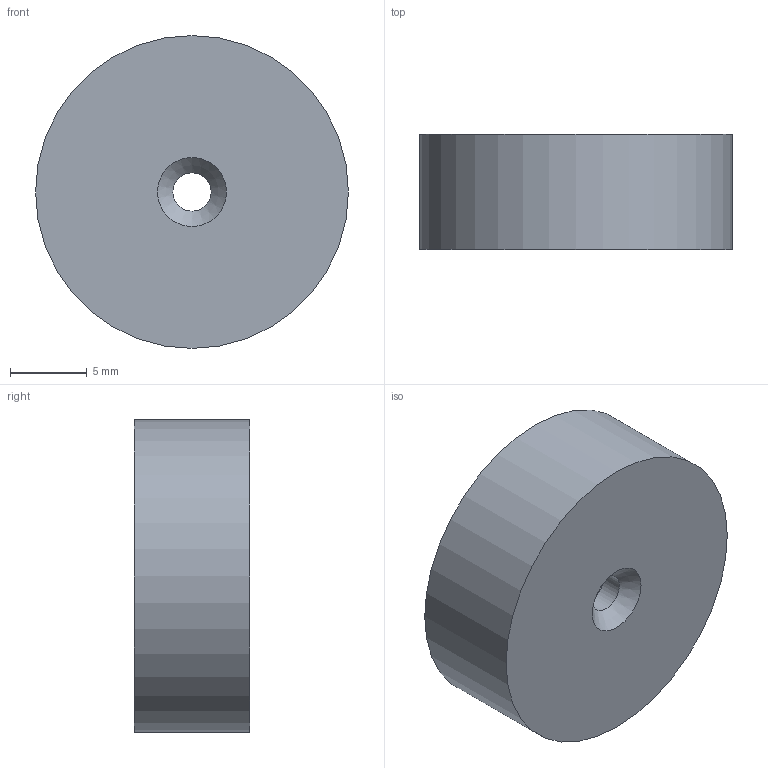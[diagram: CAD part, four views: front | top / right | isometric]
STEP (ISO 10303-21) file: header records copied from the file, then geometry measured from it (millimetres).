
FILE_DESCRIPTION(/* description */ ('STEP AP214'),/* implementation_level */ '2;1');
FILE_NAME(/* name */ '5feaa41f1e3ae3115f1c3d06',/* time_stamp */ '2020-12-29T03:35:59+00:00',/* author */ (''),/* organization */ (''),/* preprocessor_version */ 'ST-DEVELOPER v18.1',/* originating_system */ ' ',/* authorisation */ ' ');
FILE_SCHEMA (('AUTOMOTIVE_DESIGN {1 0 10303 214 3 1 1}'));
Length unit declared in the file: metre
Products named in the file (1): axle end front
Bounding box: 20.4 x 7.5 x 20.4 mm (x, y, z)
Volume: 2068.7 mm3; surface area: 1290.9 mm2
Topology: 1 solids, 1 shells, 12 faces, 23 edges, 15 vertices
Faces by surface type: plane 8, cylinder 3, cone 1
Full cylindrical faces by diameter (mm): 2.5 x1, 10.4 x1, 20.4 x1
Entity records: 320 total; most frequent: DIRECTION 52, CARTESIAN_POINT 47, ORIENTED_EDGE 38, EDGE_LOOP 20, FACE_BOUND 20, AXIS2_PLACEMENT_3D 20, EDGE_CURVE 19, VERTEX_POINT 15
